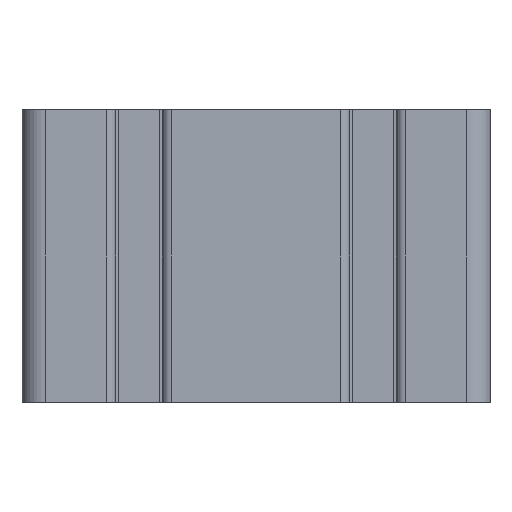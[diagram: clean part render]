
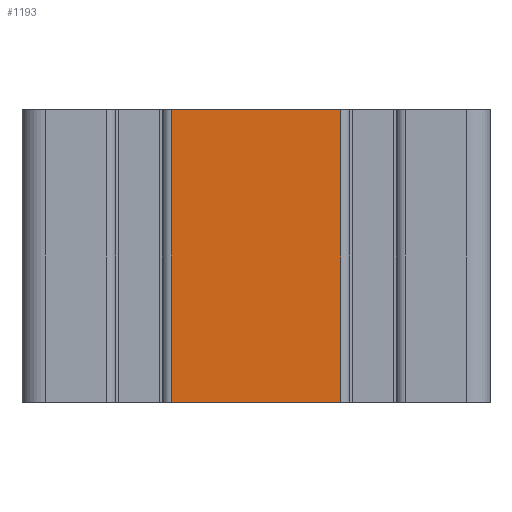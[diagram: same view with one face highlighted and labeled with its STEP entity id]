
A CAD part, front view. The second image highlights one B-rep face of the part: STEP entity #1193.
In plain terms, the highlighted planar face has unit normal (0, -1, 0).
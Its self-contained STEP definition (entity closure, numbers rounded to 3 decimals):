
#847 = CARTESIAN_POINT ( 'NONE',  ( 14.5, -80., 25. ) ) ;
#1193 = ADVANCED_FACE ( 'NONE', ( #3223 ), #17314, .F. ) ;
#2256 = VERTEX_POINT ( 'NONE', #7254 ) ;
#2690 = DIRECTION ( 'NONE',  ( 0., 0., -1. ) ) ;
#2995 = VERTEX_POINT ( 'NONE', #3912 ) ;
#3006 = DIRECTION ( 'NONE',  ( 0., 0., -1. ) ) ;
#3223 = FACE_OUTER_BOUND ( 'NONE', #18056, .T. ) ;
#3912 = CARTESIAN_POINT ( 'NONE',  ( -14.5, -80., -25. ) ) ;
#4212 = DIRECTION ( 'NONE',  ( 1., 0., 0. ) ) ;
#4260 = ORIENTED_EDGE ( 'NONE', *, *, #6443, .T. ) ;
#4432 = CARTESIAN_POINT ( 'NONE',  ( -14.5, -80., -25. ) ) ;
#4511 = DIRECTION ( 'NONE',  ( 0., 0., 1. ) ) ;
#5554 = CARTESIAN_POINT ( 'NONE',  ( 14.5, -80., -25. ) ) ;
#6001 = VERTEX_POINT ( 'NONE', #5554 ) ;
#6241 = DIRECTION ( 'NONE',  ( 0., 1., 0. ) ) ;
#6443 = EDGE_CURVE ( 'NONE', #2256, #2995, #8458, .T. ) ;
#7026 = CARTESIAN_POINT ( 'NONE',  ( 14.5, -80., 25. ) ) ;
#7254 = CARTESIAN_POINT ( 'NONE',  ( -14.5, -80., 25. ) ) ;
#8458 = LINE ( 'NONE', #15053, #12072 ) ;
#9517 = VERTEX_POINT ( 'NONE', #847 ) ;
#9691 = VECTOR ( 'NONE', #4212, 1000. ) ;
#9824 = DIRECTION ( 'NONE',  ( 1., 0., 0. ) ) ;
#10059 = EDGE_CURVE ( 'NONE', #9517, #6001, #15181, .T. ) ;
#11344 = CARTESIAN_POINT ( 'NONE',  ( -14.5, -80., 25. ) ) ;
#12072 = VECTOR ( 'NONE', #2690, 1000. ) ;
#12843 = VECTOR ( 'NONE', #3006, 1000. ) ;
#13566 = EDGE_CURVE ( 'NONE', #2256, #9517, #15475, .T. ) ;
#14160 = ORIENTED_EDGE ( 'NONE', *, *, #13566, .F. ) ;
#14225 = ORIENTED_EDGE ( 'NONE', *, *, #10059, .F. ) ;
#15053 = CARTESIAN_POINT ( 'NONE',  ( -14.5, -80., 25. ) ) ;
#15181 = LINE ( 'NONE', #7026, #12843 ) ;
#15475 = LINE ( 'NONE', #11344, #9691 ) ;
#16589 = ORIENTED_EDGE ( 'NONE', *, *, #16774, .T. ) ;
#16774 = EDGE_CURVE ( 'NONE', #2995, #6001, #16793, .T. ) ;
#16793 = LINE ( 'NONE', #4432, #16844 ) ;
#16844 = VECTOR ( 'NONE', #9824, 1000. ) ;
#17228 = CARTESIAN_POINT ( 'NONE',  ( -14.5, -80., 25. ) ) ;
#17314 = PLANE ( 'NONE',  #18034 ) ;
#18034 = AXIS2_PLACEMENT_3D ( 'NONE', #17228, #6241, #4511 ) ;
#18056 = EDGE_LOOP ( 'NONE', ( #16589, #14225, #14160, #4260 ) ) ;
